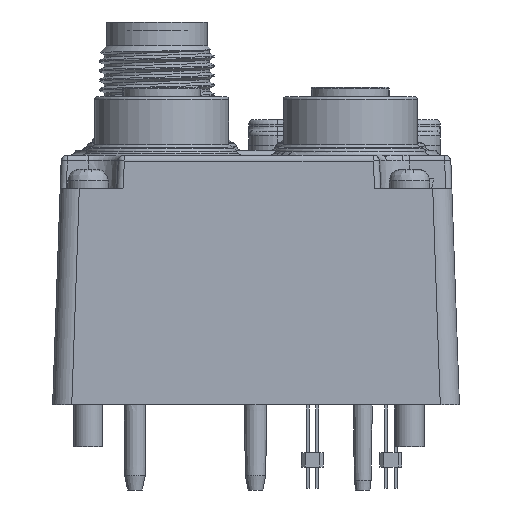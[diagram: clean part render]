
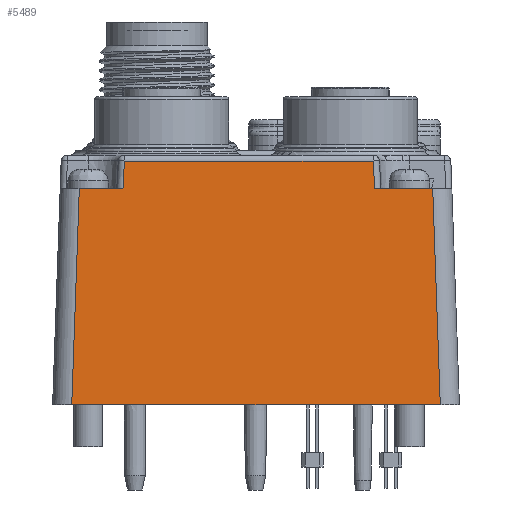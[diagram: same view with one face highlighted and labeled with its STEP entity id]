
A CAD part, front view. The second image highlights one B-rep face of the part: STEP entity #5489.
In plain terms, the highlighted planar face has unit normal (0, -0.999, 0.035).
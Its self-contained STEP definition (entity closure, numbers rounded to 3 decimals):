
#3237=FACE_OUTER_BOUND('',#9995,.T.);
#5489=ADVANCED_FACE('',(#3237),#7689,.T.);
#7689=PLANE('',#44974);
#9995=EDGE_LOOP('',(#15558,#15559,#15560,#15561,#15562,#15563,#15564,#15565));
#15558=ORIENTED_EDGE('',*,*,#30950,.T.);
#15559=ORIENTED_EDGE('',*,*,#31062,.F.);
#15560=ORIENTED_EDGE('',*,*,#31061,.F.);
#15561=ORIENTED_EDGE('',*,*,#31057,.F.);
#15562=ORIENTED_EDGE('',*,*,#30954,.T.);
#15563=ORIENTED_EDGE('',*,*,#31063,.T.);
#15564=ORIENTED_EDGE('',*,*,#30507,.F.);
#15565=ORIENTED_EDGE('',*,*,#31064,.F.);
#26464=VERTEX_POINT('',#62895);
#26465=VERTEX_POINT('',#62897);
#26778=VERTEX_POINT('',#63912);
#26779=VERTEX_POINT('',#63914);
#26782=VERTEX_POINT('',#63922);
#26783=VERTEX_POINT('',#63923);
#26831=VERTEX_POINT('',#64131);
#26832=VERTEX_POINT('',#64137);
#30507=EDGE_CURVE('',#26464,#26465,#36386,.T.);
#30950=EDGE_CURVE('',#26779,#26778,#36553,.T.);
#30954=EDGE_CURVE('',#26782,#26783,#36554,.T.);
#31057=EDGE_CURVE('',#26782,#26831,#36604,.T.);
#31061=EDGE_CURVE('',#26831,#26832,#36605,.T.);
#31062=EDGE_CURVE('',#26832,#26778,#36606,.T.);
#31063=EDGE_CURVE('',#26783,#26465,#36607,.T.);
#31064=EDGE_CURVE('',#26779,#26464,#36608,.T.);
#36386=LINE('',#62896,#40393);
#36553=LINE('',#63913,#40560);
#36554=LINE('',#63921,#40561);
#36604=LINE('',#64130,#40611);
#36605=LINE('',#64138,#40612);
#36606=LINE('',#64140,#40613);
#36607=LINE('',#64141,#40614);
#36608=LINE('',#64142,#40615);
#40393=VECTOR('',#48801,1.);
#40560=VECTOR('',#49736,1.);
#40561=VECTOR('',#49745,1.);
#40611=VECTOR('',#50007,1.);
#40612=VECTOR('',#50018,1.);
#40613=VECTOR('',#50021,1.);
#40614=VECTOR('',#50022,1.);
#40615=VECTOR('',#50023,1.);
#44974=AXIS2_PLACEMENT_3D('',#64143,#50024,#50025);
#48801=DIRECTION('',(-1.,0.,0.));
#49736=DIRECTION('',(-1.,0.,0.));
#49745=DIRECTION('',(-1.,0.,0.));
#50007=DIRECTION('',(0.052,0.035,0.998));
#50018=DIRECTION('',(1.,0.,0.));
#50021=DIRECTION('',(0.052,-0.035,-0.998));
#50022=DIRECTION('',(-0.035,-0.035,-0.999));
#50023=DIRECTION('',(0.035,-0.035,-0.999));
#50024=DIRECTION('',(0.,-0.999,0.035));
#50025=DIRECTION('',(1.,0.,0.));
#62895=CARTESIAN_POINT('',(240.501,-148.,-11.1));
#62896=CARTESIAN_POINT('',(240.501,-148.,-11.1));
#62897=CARTESIAN_POINT('',(201.999,-148.,-11.1));
#63912=CARTESIAN_POINT('',(233.65,-147.211,11.5));
#63913=CARTESIAN_POINT('',(239.712,-147.211,11.5));
#63914=CARTESIAN_POINT('',(239.712,-147.211,11.5));
#63921=CARTESIAN_POINT('',(207.35,-147.211,11.5));
#63922=CARTESIAN_POINT('',(207.35,-147.211,11.5));
#63923=CARTESIAN_POINT('',(202.788,-147.211,11.5));
#64130=CARTESIAN_POINT('',(207.35,-147.211,11.5));
#64131=CARTESIAN_POINT('',(207.5,-147.11,14.373));
#64137=CARTESIAN_POINT('',(233.5,-147.11,14.373));
#64138=CARTESIAN_POINT('',(207.5,-147.11,14.373));
#64140=CARTESIAN_POINT('',(233.5,-147.11,14.373));
#64141=CARTESIAN_POINT('',(202.788,-147.211,11.5));
#64142=CARTESIAN_POINT('',(239.712,-147.211,11.5));
#64143=CARTESIAN_POINT('',(241.835,-148.,-11.1));
